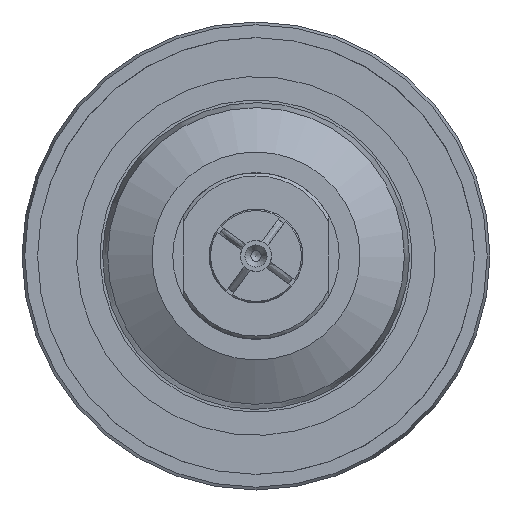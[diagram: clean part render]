
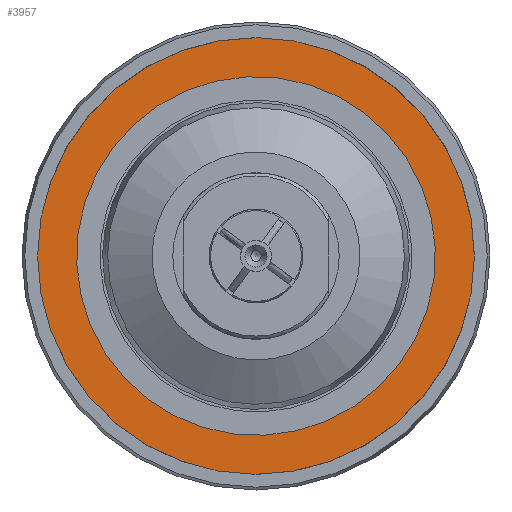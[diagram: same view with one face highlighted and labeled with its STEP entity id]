
A CAD part, left-side view. The second image highlights one B-rep face of the part: STEP entity #3957.
In plain terms, the highlighted planar face has unit normal (-1, 0, 0).
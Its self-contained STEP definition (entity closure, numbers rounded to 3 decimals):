
#3723=CARTESIAN_POINT('',(68.,5.765,15.992));
#3724=VERTEX_POINT('',#3723);
#3725=CARTESIAN_POINT('',(68.,0.,0.));
#3726=DIRECTION('',(-1.0,0.,0.));
#3727=DIRECTION('',(0.,-0.605,0.796));
#3728=AXIS2_PLACEMENT_3D('',#3725,#3726,#3727);
#3729=CIRCLE('',#3728,17.);
#3730=EDGE_CURVE('',#3724,#3724,#3729,.T.);
#3871=CARTESIAN_POINT('',(68.0,7.122,19.755));
#3872=VERTEX_POINT('',#3871);
#3873=CARTESIAN_POINT('',(68.,0.,0.));
#3874=DIRECTION('',(1.0,0.0,0.0));
#3875=DIRECTION('',(0.0,1.0,0.0));
#3876=AXIS2_PLACEMENT_3D('',#3873,#3874,#3875);
#3877=CIRCLE('',#3876,21.0);
#3878=EDGE_CURVE('',#3872,#3872,#3877,.T.);
#3946=CARTESIAN_POINT('',(68.0,6.444,17.874));
#3947=DIRECTION('',(-1.0,0.0,0.0));
#3948=DIRECTION('',(0.0,-0.941,0.339));
#3949=AXIS2_PLACEMENT_3D('',#3946,#3947,#3948);
#3950=PLANE('',#3949);
#3951=ORIENTED_EDGE('',*,*,#3878,.F.);
#3952=EDGE_LOOP('',(#3951));
#3953=FACE_OUTER_BOUND('',#3952,.T.);
#3954=ORIENTED_EDGE('',*,*,#3730,.F.);
#3955=EDGE_LOOP('',(#3954));
#3956=FACE_BOUND('',#3955,.T.);
#3957=ADVANCED_FACE('',(#3953,#3956),#3950,.T.);
